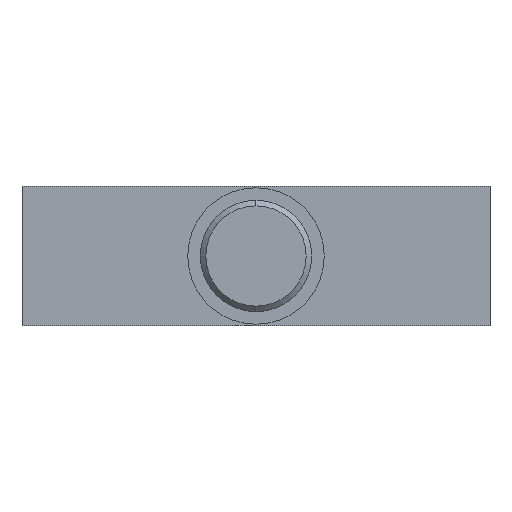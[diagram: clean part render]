
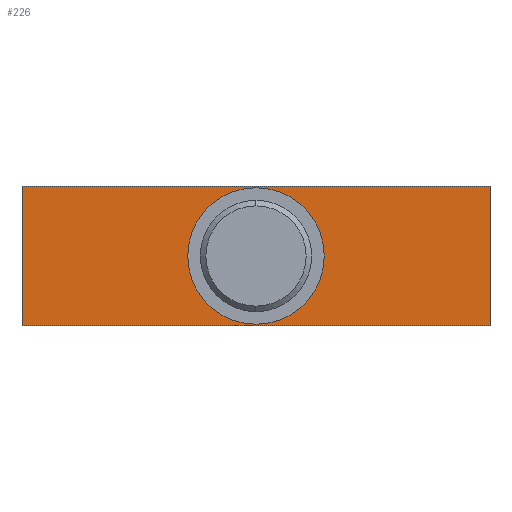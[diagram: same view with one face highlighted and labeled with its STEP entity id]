
A CAD part, left-side view. The second image highlights one B-rep face of the part: STEP entity #226.
In plain terms, the highlighted planar face has unit normal (-1, 0, 0).
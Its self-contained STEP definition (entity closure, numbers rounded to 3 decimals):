
#92 = DIRECTION ( 'NONE',  ( -1., 0., 0. ) ) ;
#94 = DIRECTION ( 'NONE',  ( 0., 1., 0. ) ) ;
#138 = DIRECTION ( 'NONE',  ( 0., 0., -1. ) ) ;
#159 = CARTESIAN_POINT ( 'NONE',  ( -42., 42., 12.5 ) ) ;
#226 = ADVANCED_FACE ( 'NONE', ( #1055, #1347 ), #436, .F. ) ;
#271 = VERTEX_POINT ( 'NONE', #272 ) ;
#272 = CARTESIAN_POINT ( 'NONE',  ( -42., -42., -12.5 ) ) ;
#287 = CARTESIAN_POINT ( 'NONE',  ( -42., 0., 12.25 ) ) ;
#298 = CARTESIAN_POINT ( 'NONE',  ( -42., 0., -12.25 ) ) ;
#373 = VERTEX_POINT ( 'NONE', #298 ) ;
#396 = CARTESIAN_POINT ( 'NONE',  ( -42., -42., 12.5 ) ) ;
#408 = CARTESIAN_POINT ( 'NONE',  ( -42., 42., -12.5 ) ) ;
#416 = CARTESIAN_POINT ( 'NONE',  ( -42., 42., 12.5 ) ) ;
#436 = PLANE ( 'NONE',  #881 ) ;
#538 = CARTESIAN_POINT ( 'NONE',  ( -42., 42., 12.5 ) ) ;
#546 = VERTEX_POINT ( 'NONE', #287 ) ;
#552 = VERTEX_POINT ( 'NONE', #408 ) ;
#595 = VERTEX_POINT ( 'NONE', #396 ) ;
#596 = DIRECTION ( 'NONE',  ( 1., 0., 0. ) ) ;
#597 = DIRECTION ( 'NONE',  ( 0., 1., 0. ) ) ;
#603 = VERTEX_POINT ( 'NONE', #416 ) ;
#676 = EDGE_CURVE ( 'NONE', #546, #373, #1620, .T. ) ;
#780 = EDGE_CURVE ( 'NONE', #603, #595, #1686, .T. ) ;
#782 = EDGE_CURVE ( 'NONE', #552, #271, #1688, .T. ) ;
#792 = AXIS2_PLACEMENT_3D ( 'NONE', #2089, #1842, #2073 ) ;
#833 = EDGE_CURVE ( 'NONE', #595, #271, #1717, .T. ) ;
#852 = EDGE_CURVE ( 'NONE', #373, #546, #1727, .T. ) ;
#869 = EDGE_CURVE ( 'NONE', #603, #552, #1726, .T. ) ;
#881 = AXIS2_PLACEMENT_3D ( 'NONE', #538, #596, #597 ) ;
#906 = AXIS2_PLACEMENT_3D ( 'NONE', #1504, #92, #94 ) ;
#967 = ORIENTED_EDGE ( 'NONE', *, *, #869, .T. ) ;
#968 = ORIENTED_EDGE ( 'NONE', *, *, #833, .F. ) ;
#970 = ORIENTED_EDGE ( 'NONE', *, *, #852, .F. ) ;
#1055 = FACE_OUTER_BOUND ( 'NONE', #1128, .T. ) ;
#1100 = EDGE_LOOP ( 'NONE', ( #970, #1312 ) ) ;
#1128 = EDGE_LOOP ( 'NONE', ( #1303, #968, #1271, #967 ) ) ;
#1271 = ORIENTED_EDGE ( 'NONE', *, *, #780, .F. ) ;
#1303 = ORIENTED_EDGE ( 'NONE', *, *, #782, .T. ) ;
#1312 = ORIENTED_EDGE ( 'NONE', *, *, #676, .F. ) ;
#1347 = FACE_BOUND ( 'NONE', #1100, .T. ) ;
#1424 = CARTESIAN_POINT ( 'NONE',  ( -42., -42., 12.5 ) ) ;
#1504 = CARTESIAN_POINT ( 'NONE',  ( -42., 0., 0. ) ) ;
#1508 = DIRECTION ( 'NONE',  ( 0., 0., -1. ) ) ;
#1512 = DIRECTION ( 'NONE',  ( 0., -1., 0. ) ) ;
#1620 = CIRCLE ( 'NONE', #792, 12.25 ) ;
#1682 = VECTOR ( 'NONE', #2265, 1000. ) ;
#1686 = LINE ( 'NONE', #2107, #1682 ) ;
#1688 = LINE ( 'NONE', #2227, #1689 ) ;
#1689 = VECTOR ( 'NONE', #1512, 1000. ) ;
#1717 = LINE ( 'NONE', #1424, #1718 ) ;
#1718 = VECTOR ( 'NONE', #1508, 1000. ) ;
#1721 = VECTOR ( 'NONE', #138, 1000. ) ;
#1726 = LINE ( 'NONE', #159, #1721 ) ;
#1727 = CIRCLE ( 'NONE', #906, 12.25 ) ;
#1842 = DIRECTION ( 'NONE',  ( -1., 0., 0. ) ) ;
#2073 = DIRECTION ( 'NONE',  ( 0., 1., 0. ) ) ;
#2089 = CARTESIAN_POINT ( 'NONE',  ( -42., 0., 0. ) ) ;
#2107 = CARTESIAN_POINT ( 'NONE',  ( -42., 42., 12.5 ) ) ;
#2227 = CARTESIAN_POINT ( 'NONE',  ( -42., 42., -12.5 ) ) ;
#2265 = DIRECTION ( 'NONE',  ( 0., -1., 0. ) ) ;
